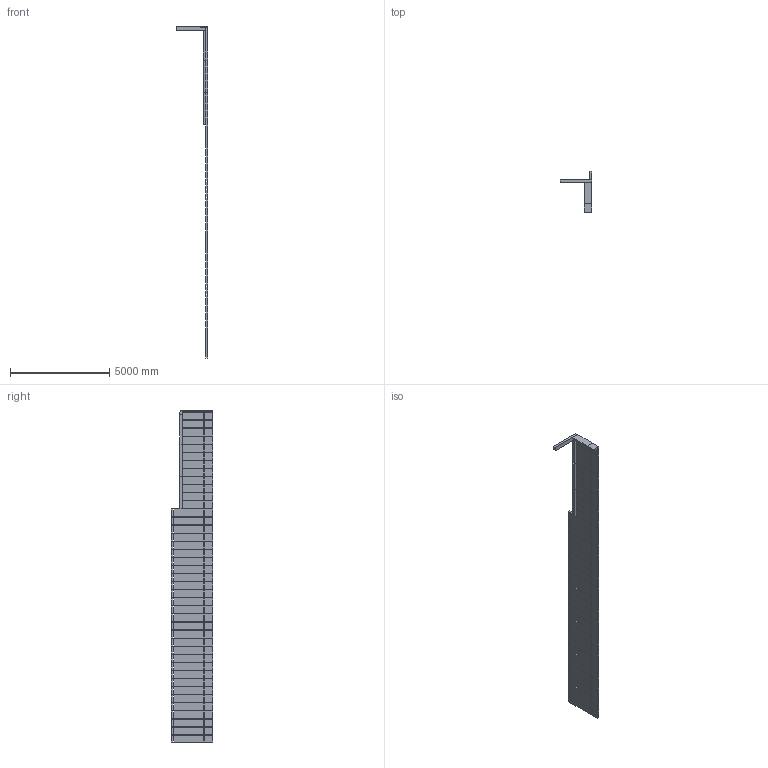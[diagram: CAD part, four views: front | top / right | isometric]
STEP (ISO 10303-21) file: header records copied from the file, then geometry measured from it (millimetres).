
FILE_DESCRIPTION(/* description */ (''),/* implementation_level */ '2;1');
FILE_NAME(/* name */ 'SE Wall.step',/* time_stamp */ '2023-01-12T14:26:28-06:00',/* author */ (''),/* organization */ (''),/* preprocessor_version */ 'ST-DEVELOPER v19.2',/* originating_system */ 'Autodesk Translation Framework v11.17.0.187',/* authorisation */ '');
FILE_SCHEMA (('AUTOMOTIVE_DESIGN { 1 0 10303 214 3 1 1 }'));
Length unit declared in the file: inch
Products named in the file (1): SE Wall
Bounding box: 1590.67 x 2085.97 x 16700.5 mm (x, y, z)
Volume: 3063042707.1 mm3; surface area: 90072990.2 mm2
Topology: 117 solids, 117 shells, 736 faces, 1505 edges, 1003 vertices
Faces by surface type: plane 736
Entity records: 18820 total; most frequent: CARTESIAN_POINT 3245, ORIENTED_EDGE 3010, DIRECTION 2979, LINE 1505, VECTOR 1505, EDGE_CURVE 1505, VERTEX_POINT 1003, AXIS2_PLACEMENT_3D 737
